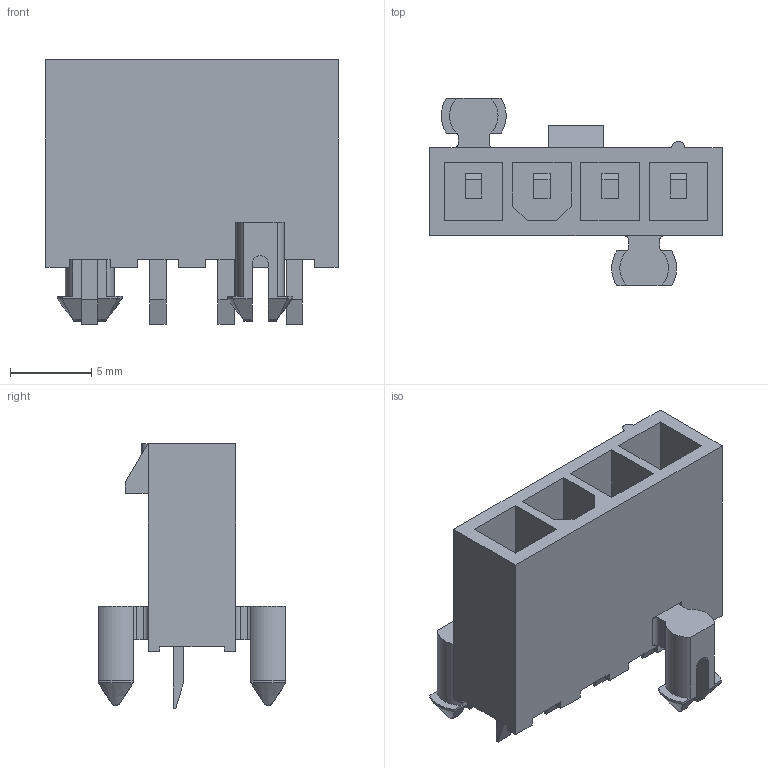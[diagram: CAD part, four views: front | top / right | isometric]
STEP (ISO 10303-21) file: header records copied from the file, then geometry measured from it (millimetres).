
FILE_DESCRIPTION(('FreeCAD Model'),'2;1');
FILE_NAME('Mini_Fit_4W_single_cp.step', '2017-12-16T01:34:07',('kicad StepUp'),('ksu MCAD'), 'Open CASCADE STEP processor 7.1','FreeCAD','Unknown');
FILE_SCHEMA(('AUTOMOTIVE_DESIGN { 1 0 10303 214 1 1 1 1 }'));
Length unit declared in the file: millimetre
Products named in the file (1): Mini_Fit_4W_single_cp
Bounding box: 18 x 11.56 x 16.3 mm (x, y, z)
Volume: 827.7 mm3; surface area: 1645.1 mm2
Topology: 1 solids, 1 shells, 195 faces, 535 edges, 370 vertices
Faces by surface type: plane 164, cylinder 27, cone 4
Entity records: 7568 total; most frequent: CARTESIAN_POINT 1221, ORIENTED_EDGE 1042, DIRECTION 975, EDGE_CURVE 521, LINE 455, VECTOR 455, VERTEX_POINT 342, AXIS2_PLACEMENT_3D 260
